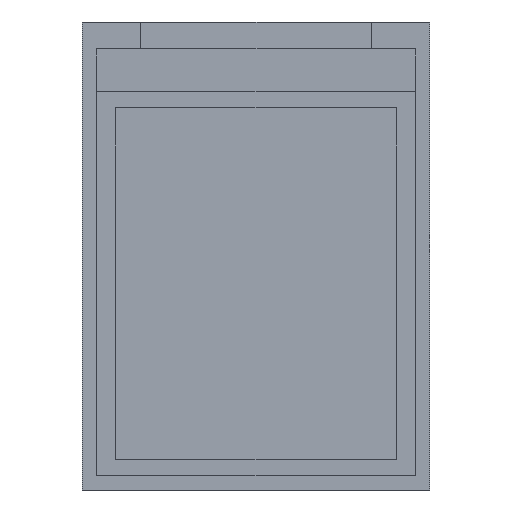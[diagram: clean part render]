
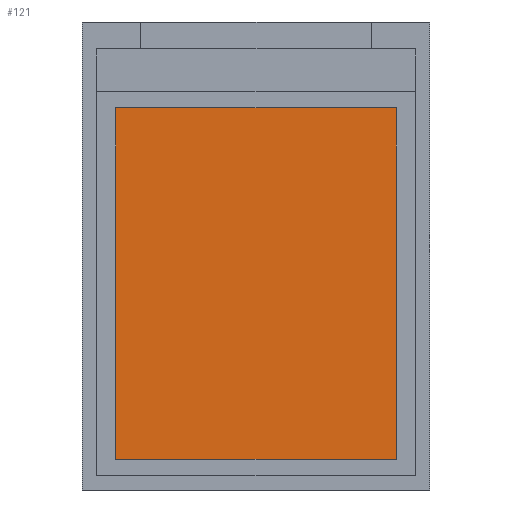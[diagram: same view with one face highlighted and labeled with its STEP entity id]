
A CAD part, front view. The second image highlights one B-rep face of the part: STEP entity #121.
In plain terms, the highlighted planar face has unit normal (0, -1, 0).
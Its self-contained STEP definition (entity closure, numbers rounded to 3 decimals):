
#15 = VERTEX_POINT ( 'NONE', #513 ) ;
#121 = ADVANCED_FACE ( 'NONE', ( #388 ), #403, .T. ) ;
#141 = LINE ( 'NONE', #313, #716 ) ;
#174 = CARTESIAN_POINT ( 'NONE',  ( 0., 0., 0. ) ) ;
#180 = DIRECTION ( 'NONE',  ( -1., 0., 0. ) ) ;
#186 = CARTESIAN_POINT ( 'NONE',  ( 14.015, 0., 14.77 ) ) ;
#239 = DIRECTION ( 'NONE',  ( 0., 0., -1. ) ) ;
#246 = DIRECTION ( 'NONE',  ( 0., 0., 1. ) ) ;
#271 = VECTOR ( 'NONE', #180, 1000. ) ;
#313 = CARTESIAN_POINT ( 'NONE',  ( 14.015, 0., 14.77 ) ) ;
#336 = EDGE_CURVE ( 'NONE', #792, #15, #730, .T. ) ;
#338 = EDGE_CURVE ( 'NONE', #697, #792, #141, .T. ) ;
#366 = CARTESIAN_POINT ( 'NONE',  ( -14.015, 0., 14.77 ) ) ;
#374 = ORIENTED_EDGE ( 'NONE', *, *, #756, .T. ) ;
#388 = FACE_OUTER_BOUND ( 'NONE', #718, .T. ) ;
#394 = LINE ( 'NONE', #366, #715 ) ;
#403 = PLANE ( 'NONE',  #640 ) ;
#421 = CARTESIAN_POINT ( 'NONE',  ( 14.015, 0., 14.77 ) ) ;
#423 = VERTEX_POINT ( 'NONE', #558 ) ;
#449 = LINE ( 'NONE', #670, #619 ) ;
#513 = CARTESIAN_POINT ( 'NONE',  ( -14.015, 0., 14.77 ) ) ;
#532 = CARTESIAN_POINT ( 'NONE',  ( 14.015, 0., -20.27 ) ) ;
#550 = DIRECTION ( 'NONE',  ( 0., 0., -1. ) ) ;
#558 = CARTESIAN_POINT ( 'NONE',  ( -14.015, 0., -20.27 ) ) ;
#583 = ORIENTED_EDGE ( 'NONE', *, *, #336, .T. ) ;
#619 = VECTOR ( 'NONE', #805, 1000. ) ;
#640 = AXIS2_PLACEMENT_3D ( 'NONE', #174, #654, #239 ) ;
#654 = DIRECTION ( 'NONE',  ( 0., -1., 0. ) ) ;
#670 = CARTESIAN_POINT ( 'NONE',  ( 14.015, 0., -20.27 ) ) ;
#680 = ORIENTED_EDGE ( 'NONE', *, *, #748, .T. ) ;
#697 = VERTEX_POINT ( 'NONE', #532 ) ;
#698 = ORIENTED_EDGE ( 'NONE', *, *, #338, .T. ) ;
#715 = VECTOR ( 'NONE', #550, 1000. ) ;
#716 = VECTOR ( 'NONE', #246, 1000. ) ;
#718 = EDGE_LOOP ( 'NONE', ( #583, #374, #680, #698 ) ) ;
#730 = LINE ( 'NONE', #421, #271 ) ;
#748 = EDGE_CURVE ( 'NONE', #423, #697, #449, .T. ) ;
#756 = EDGE_CURVE ( 'NONE', #15, #423, #394, .T. ) ;
#792 = VERTEX_POINT ( 'NONE', #186 ) ;
#805 = DIRECTION ( 'NONE',  ( 1., 0., 0. ) ) ;
